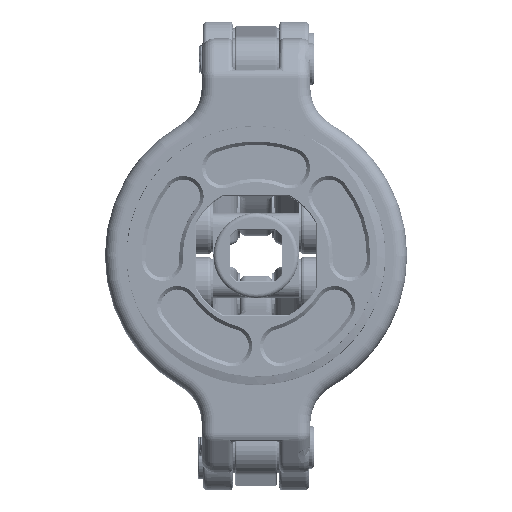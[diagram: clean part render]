
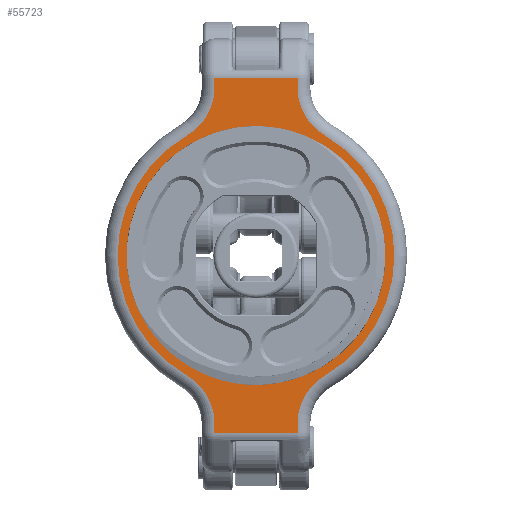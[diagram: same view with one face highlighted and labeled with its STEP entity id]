
A CAD part, top view. The second image highlights one B-rep face of the part: STEP entity #55723.
In plain terms, the highlighted planar face has unit normal (0, 0, 1).
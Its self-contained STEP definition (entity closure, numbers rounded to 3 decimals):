
#180 = CARTESIAN_POINT ( 'NONE',  ( 9.75, 41.767, 9.7 ) ) ;
#440 = LINE ( 'NONE', #33230, #47697 ) ;
#762 = EDGE_CURVE ( 'NONE', #14776, #36050, #59824, .T. ) ;
#1107 = CARTESIAN_POINT ( 'NONE',  ( 9.75, -41.767, 9.7 ) ) ;
#1436 = CARTESIAN_POINT ( 'NONE',  ( 0., 0., 9.7 ) ) ;
#1553 = EDGE_CURVE ( 'NONE', #54091, #4789, #57925, .T. ) ;
#2658 = VERTEX_POINT ( 'NONE', #49783 ) ;
#2708 = FACE_BOUND ( 'NONE', #39796, .T. ) ;
#2916 = CIRCLE ( 'NONE', #10833, 28.7 ) ;
#3815 = DIRECTION ( 'NONE',  ( 0., 0., -1. ) ) ;
#4020 = ORIENTED_EDGE ( 'NONE', *, *, #54152, .T. ) ;
#4789 = VERTEX_POINT ( 'NONE', #31813 ) ;
#4963 = VECTOR ( 'NONE', #34800, 1000. ) ;
#5186 = VERTEX_POINT ( 'NONE', #7733 ) ;
#5328 = VECTOR ( 'NONE', #21313, 1000. ) ;
#5411 = DIRECTION ( 'NONE',  ( 0., 0., 1. ) ) ;
#6552 = AXIS2_PLACEMENT_3D ( 'NONE', #28422, #50793, #19235 ) ;
#6924 = DIRECTION ( 'NONE',  ( -1., 0., 0. ) ) ;
#7426 = CARTESIAN_POINT ( 'NONE',  ( -9.75, 41.767, 9.7 ) ) ;
#7516 = LINE ( 'NONE', #58374, #5328 ) ;
#7538 = CARTESIAN_POINT ( 'NONE',  ( -22.75, 39.404, 9.7 ) ) ;
#7733 = CARTESIAN_POINT ( 'NONE',  ( -28.7, 0., 9.7 ) ) ;
#7850 = CARTESIAN_POINT ( 'NONE',  ( 9.75, 39.404, 9.7 ) ) ;
#8608 = DIRECTION ( 'NONE',  ( -1., 0., 0. ) ) ;
#8716 = AXIS2_PLACEMENT_3D ( 'NONE', #57972, #34401, #16030 ) ;
#8891 = AXIS2_PLACEMENT_3D ( 'NONE', #23662, #42371, #42953 ) ;
#9462 = CARTESIAN_POINT ( 'NONE',  ( -32.5, 0., 9.7 ) ) ;
#10505 = AXIS2_PLACEMENT_3D ( 'NONE', #49945, #12254, #26351 ) ;
#10680 = DIRECTION ( 'NONE',  ( 0., 0., 1. ) ) ;
#10833 = AXIS2_PLACEMENT_3D ( 'NONE', #27882, #19884, #24188 ) ;
#11013 = EDGE_CURVE ( 'NONE', #2658, #15557, #23381, .T. ) ;
#11223 = EDGE_CURVE ( 'NONE', #36061, #12447, #440, .T. ) ;
#11370 = EDGE_CURVE ( 'NONE', #12447, #48954, #30721, .T. ) ;
#12254 = DIRECTION ( 'NONE',  ( 0., 0., -1. ) ) ;
#12447 = VERTEX_POINT ( 'NONE', #180 ) ;
#12676 = LINE ( 'NONE', #39925, #24742 ) ;
#12871 = FACE_OUTER_BOUND ( 'NONE', #55110, .T. ) ;
#14064 = DIRECTION ( 'NONE',  ( -1., 0., 0. ) ) ;
#14504 = ORIENTED_EDGE ( 'NONE', *, *, #41211, .T. ) ;
#14776 = VERTEX_POINT ( 'NONE', #48839 ) ;
#15167 = VERTEX_POINT ( 'NONE', #32395 ) ;
#15557 = VERTEX_POINT ( 'NONE', #41002 ) ;
#16030 = DIRECTION ( 'NONE',  ( -1., 0., 0. ) ) ;
#17213 = EDGE_CURVE ( 'NONE', #43768, #14776, #21199, .T. ) ;
#19235 = DIRECTION ( 'NONE',  ( -1., 0., 0. ) ) ;
#19444 = DIRECTION ( 'NONE',  ( 0., 1., 0. ) ) ;
#19884 = DIRECTION ( 'NONE',  ( 0., 0., -1. ) ) ;
#20731 = AXIS2_PLACEMENT_3D ( 'NONE', #7538, #3815, #59927 ) ;
#20888 = EDGE_CURVE ( 'NONE', #48954, #54091, #7516, .T. ) ;
#21199 = CIRCLE ( 'NONE', #6552, 32.5 ) ;
#21313 = DIRECTION ( 'NONE',  ( 0., -1., 0. ) ) ;
#21445 = CARTESIAN_POINT ( 'NONE',  ( -9.75, -41.767, 9.7 ) ) ;
#22622 = PLANE ( 'NONE',  #10505 ) ;
#22751 = DIRECTION ( 'NONE',  ( 0., 1., 0. ) ) ;
#23163 = VECTOR ( 'NONE', #22751, 1000. ) ;
#23381 = LINE ( 'NONE', #50950, #23163 ) ;
#23662 = CARTESIAN_POINT ( 'NONE',  ( -22.75, -39.404, 9.7 ) ) ;
#24188 = DIRECTION ( 'NONE',  ( -1., 0., 0. ) ) ;
#24742 = VECTOR ( 'NONE', #49722, 1000. ) ;
#25206 = EDGE_CURVE ( 'NONE', #36050, #41072, #12676, .T. ) ;
#25338 = CARTESIAN_POINT ( 'NONE',  ( 0., 0., 9.7 ) ) ;
#26351 = DIRECTION ( 'NONE',  ( -1., 0., 0. ) ) ;
#26706 = ORIENTED_EDGE ( 'NONE', *, *, #36512, .T. ) ;
#27051 = AXIS2_PLACEMENT_3D ( 'NONE', #52317, #5411, #14064 ) ;
#27158 = ORIENTED_EDGE ( 'NONE', *, *, #34971, .T. ) ;
#27882 = CARTESIAN_POINT ( 'NONE',  ( 0., 0., 9.7 ) ) ;
#28422 = CARTESIAN_POINT ( 'NONE',  ( 0., 0., 9.7 ) ) ;
#30085 = ORIENTED_EDGE ( 'NONE', *, *, #20888, .T. ) ;
#30721 = LINE ( 'NONE', #7426, #31053 ) ;
#31053 = VECTOR ( 'NONE', #8608, 1000. ) ;
#31477 = CARTESIAN_POINT ( 'NONE',  ( 28.7, 0., 9.7 ) ) ;
#31813 = CARTESIAN_POINT ( 'NONE',  ( -16.25, 28.146, 9.7 ) ) ;
#32395 = CARTESIAN_POINT ( 'NONE',  ( 16.25, 28.146, 9.7 ) ) ;
#33230 = CARTESIAN_POINT ( 'NONE',  ( 9.75, 40.337, 9.7 ) ) ;
#34043 = ORIENTED_EDGE ( 'NONE', *, *, #11223, .T. ) ;
#34401 = DIRECTION ( 'NONE',  ( 0., 0., -1. ) ) ;
#34457 = ORIENTED_EDGE ( 'NONE', *, *, #11013, .T. ) ;
#34719 = CARTESIAN_POINT ( 'NONE',  ( -9.75, 41.767, 9.7 ) ) ;
#34800 = DIRECTION ( 'NONE',  ( 1., 0., 0. ) ) ;
#34971 = EDGE_CURVE ( 'NONE', #15167, #36061, #44653, .T. ) ;
#35020 = ORIENTED_EDGE ( 'NONE', *, *, #1553, .T. ) ;
#35276 = CARTESIAN_POINT ( 'NONE',  ( 22.75, 39.404, 9.7 ) ) ;
#35331 = ORIENTED_EDGE ( 'NONE', *, *, #17213, .T. ) ;
#35507 = ORIENTED_EDGE ( 'NONE', *, *, #11370, .T. ) ;
#36050 = VERTEX_POINT ( 'NONE', #49896 ) ;
#36061 = VERTEX_POINT ( 'NONE', #7850 ) ;
#36512 = EDGE_CURVE ( 'NONE', #4789, #43768, #57434, .T. ) ;
#36719 = CARTESIAN_POINT ( 'NONE',  ( -9.75, 39.404, 9.7 ) ) ;
#37763 = ORIENTED_EDGE ( 'NONE', *, *, #25206, .T. ) ;
#38160 = ORIENTED_EDGE ( 'NONE', *, *, #762, .T. ) ;
#38908 = CIRCLE ( 'NONE', #27051, 32.5 ) ;
#39009 = DIRECTION ( 'NONE',  ( -1., 0., 0. ) ) ;
#39134 = DIRECTION ( 'NONE',  ( -1., 0., 0. ) ) ;
#39177 = ORIENTED_EDGE ( 'NONE', *, *, #46775, .T. ) ;
#39796 = EDGE_LOOP ( 'NONE', ( #57439, #39177 ) ) ;
#39925 = CARTESIAN_POINT ( 'NONE',  ( -9.75, -40.337, 9.7 ) ) ;
#41002 = CARTESIAN_POINT ( 'NONE',  ( 9.75, -39.404, 9.7 ) ) ;
#41072 = VERTEX_POINT ( 'NONE', #21445 ) ;
#41211 = EDGE_CURVE ( 'NONE', #41072, #2658, #47700, .T. ) ;
#42371 = DIRECTION ( 'NONE',  ( 0., 0., -1. ) ) ;
#42953 = DIRECTION ( 'NONE',  ( -1., 0., 0. ) ) ;
#43768 = VERTEX_POINT ( 'NONE', #9462 ) ;
#43770 = DIRECTION ( 'NONE',  ( 0., 0., -1. ) ) ;
#44044 = CIRCLE ( 'NONE', #8716, 13. ) ;
#44245 = EDGE_CURVE ( 'NONE', #5186, #60236, #48746, .T. ) ;
#44653 = CIRCLE ( 'NONE', #54404, 13. ) ;
#44836 = DIRECTION ( 'NONE',  ( 0., 0., -1. ) ) ;
#45794 = AXIS2_PLACEMENT_3D ( 'NONE', #25338, #10680, #6924 ) ;
#46163 = EDGE_CURVE ( 'NONE', #15557, #56632, #44044, .T. ) ;
#46775 = EDGE_CURVE ( 'NONE', #60236, #5186, #2916, .T. ) ;
#47697 = VECTOR ( 'NONE', #19444, 1000. ) ;
#47700 = LINE ( 'NONE', #1107, #4963 ) ;
#47725 = AXIS2_PLACEMENT_3D ( 'NONE', #1436, #43770, #39134 ) ;
#48746 = CIRCLE ( 'NONE', #47725, 28.7 ) ;
#48839 = CARTESIAN_POINT ( 'NONE',  ( -16.25, -28.146, 9.7 ) ) ;
#48954 = VERTEX_POINT ( 'NONE', #34719 ) ;
#49722 = DIRECTION ( 'NONE',  ( 0., -1., 0. ) ) ;
#49783 = CARTESIAN_POINT ( 'NONE',  ( 9.75, -41.767, 9.7 ) ) ;
#49896 = CARTESIAN_POINT ( 'NONE',  ( -9.75, -39.404, 9.7 ) ) ;
#49945 = CARTESIAN_POINT ( 'NONE',  ( 0., 28.5, 9.7 ) ) ;
#50793 = DIRECTION ( 'NONE',  ( 0., 0., 1. ) ) ;
#50899 = ORIENTED_EDGE ( 'NONE', *, *, #46163, .T. ) ;
#50950 = CARTESIAN_POINT ( 'NONE',  ( 9.75, -38.045, 9.7 ) ) ;
#52317 = CARTESIAN_POINT ( 'NONE',  ( 0., 0., 9.7 ) ) ;
#53538 = CARTESIAN_POINT ( 'NONE',  ( 16.25, -28.146, 9.7 ) ) ;
#54091 = VERTEX_POINT ( 'NONE', #36719 ) ;
#54152 = EDGE_CURVE ( 'NONE', #56632, #15167, #38908, .T. ) ;
#54404 = AXIS2_PLACEMENT_3D ( 'NONE', #35276, #44836, #39009 ) ;
#55110 = EDGE_LOOP ( 'NONE', ( #30085, #35020, #26706, #35331, #38160, #37763, #14504, #34457, #50899, #4020, #27158, #34043, #35507 ) ) ;
#55723 = ADVANCED_FACE ( 'NONE', ( #12871, #2708 ), #22622, .F. ) ;
#56632 = VERTEX_POINT ( 'NONE', #53538 ) ;
#57434 = CIRCLE ( 'NONE', #45794, 32.5 ) ;
#57439 = ORIENTED_EDGE ( 'NONE', *, *, #44245, .T. ) ;
#57925 = CIRCLE ( 'NONE', #20731, 13. ) ;
#57972 = CARTESIAN_POINT ( 'NONE',  ( 22.75, -39.404, 9.7 ) ) ;
#58374 = CARTESIAN_POINT ( 'NONE',  ( -9.75, 38.045, 9.7 ) ) ;
#59824 = CIRCLE ( 'NONE', #8891, 13. ) ;
#59927 = DIRECTION ( 'NONE',  ( -1., 0., 0. ) ) ;
#60236 = VERTEX_POINT ( 'NONE', #31477 ) ;
